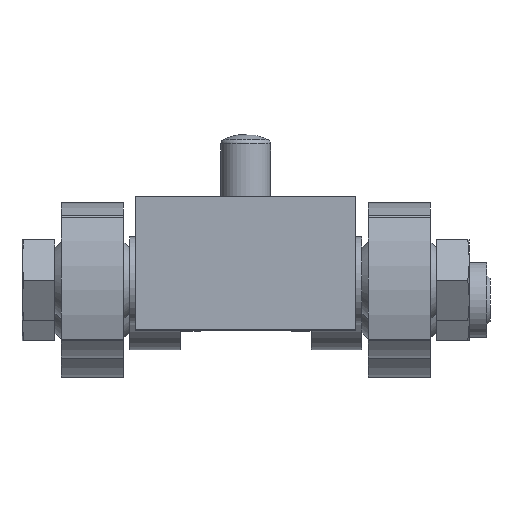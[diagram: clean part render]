
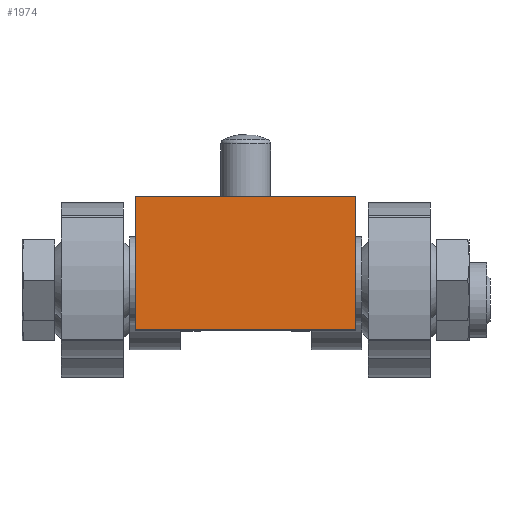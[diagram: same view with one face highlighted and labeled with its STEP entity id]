
A CAD part, top view. The second image highlights one B-rep face of the part: STEP entity #1974.
In plain terms, the highlighted planar face has unit normal (0, 0, 1).
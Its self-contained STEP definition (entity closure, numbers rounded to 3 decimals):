
#233=LINE('',#3413,#313);
#237=LINE('',#3423,#317);
#240=LINE('',#3439,#320);
#242=LINE('',#3444,#322);
#313=VECTOR('',#2741,1000.);
#317=VECTOR('',#2749,1000.);
#320=VECTOR('',#2764,1000.);
#322=VECTOR('',#2770,1000.);
#665=ORIENTED_EDGE('',*,*,#1000,.T.);
#666=ORIENTED_EDGE('',*,*,#1005,.T.);
#667=ORIENTED_EDGE('',*,*,#1013,.T.);
#668=ORIENTED_EDGE('',*,*,#1016,.T.);
#1000=EDGE_CURVE('',#1211,#1210,#233,.T.);
#1005=EDGE_CURVE('',#1210,#1214,#237,.T.);
#1013=EDGE_CURVE('',#1214,#1221,#240,.T.);
#1016=EDGE_CURVE('',#1221,#1211,#242,.T.);
#1210=VERTEX_POINT('',#3412);
#1211=VERTEX_POINT('',#3414);
#1214=VERTEX_POINT('',#3422);
#1221=VERTEX_POINT('',#3438);
#1527=EDGE_LOOP('',(#665,#666,#667,#668));
#1747=FACE_BOUND('',#1527,.T.);
#1867=PLANE('',#2256);
#1974=ADVANCED_FACE('',(#1747),#1867,.T.);
#2256=AXIS2_PLACEMENT_3D('',#3445,#2771,#2772);
#2741=DIRECTION('',(-1.,0.,0.));
#2749=DIRECTION('',(0.,-1.,0.));
#2764=DIRECTION('',(1.,0.,0.));
#2770=DIRECTION('',(0.,1.,0.));
#2771=DIRECTION('',(0.,0.,1.));
#2772=DIRECTION('',(1.,0.,0.));
#3412=CARTESIAN_POINT('',(-17.7,13.5,16.));
#3413=CARTESIAN_POINT('',(17.7,13.5,16.));
#3414=CARTESIAN_POINT('',(17.7,13.5,16.));
#3422=CARTESIAN_POINT('',(-17.7,-8.,16.));
#3423=CARTESIAN_POINT('',(-17.7,13.5,16.));
#3438=CARTESIAN_POINT('',(17.7,-8.,16.));
#3439=CARTESIAN_POINT('',(-17.7,-8.,16.));
#3444=CARTESIAN_POINT('',(17.7,-8.,16.));
#3445=CARTESIAN_POINT('',(0.,0.,16.));
